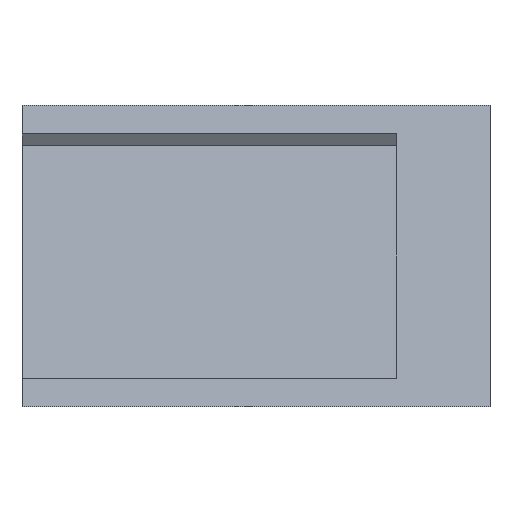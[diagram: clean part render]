
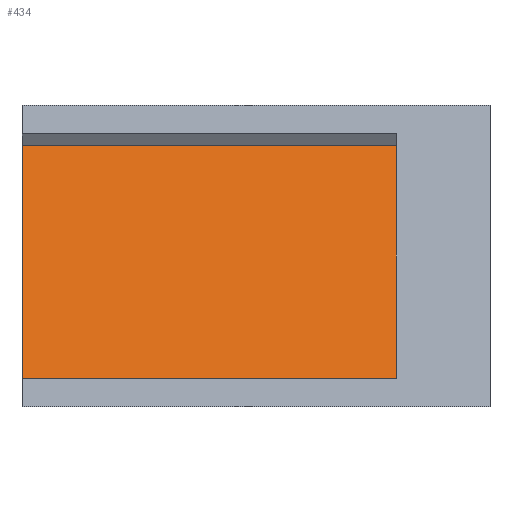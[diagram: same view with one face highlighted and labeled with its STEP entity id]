
A CAD part, front view. The second image highlights one B-rep face of the part: STEP entity #434.
In plain terms, the highlighted planar face has unit normal (0, -0.966, 0.259).
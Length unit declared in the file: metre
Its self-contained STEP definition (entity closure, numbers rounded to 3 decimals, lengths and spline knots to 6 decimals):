
#84=ORIENTED_EDGE('',*,*,#178,.F.);
#85=ORIENTED_EDGE('',*,*,#175,.F.);
#86=ORIENTED_EDGE('',*,*,#179,.T.);
#87=ORIENTED_EDGE('',*,*,#134,.F.);
#134=EDGE_CURVE('',#194,#195,#234,.T.);
#175=EDGE_CURVE('',#226,#227,#275,.T.);
#178=EDGE_CURVE('',#227,#194,#278,.T.);
#179=EDGE_CURVE('',#226,#195,#279,.T.);
#194=VERTEX_POINT('',#591);
#195=VERTEX_POINT('',#593);
#226=VERTEX_POINT('',#674);
#227=VERTEX_POINT('',#675);
#234=LINE('',#592,#294);
#275=LINE('',#673,#335);
#278=LINE('',#679,#338);
#279=LINE('',#681,#339);
#294=VECTOR('',#485,1.);
#335=VECTOR('',#544,1.);
#338=VECTOR('',#549,1.);
#339=VECTOR('',#552,1.);
#366=EDGE_LOOP('',(#84,#85,#86,#87));
#390=FACE_BOUND('',#366,.T.);
#412=PLANE('',#469);
#434=ADVANCED_FACE('',(#390),#412,.T.);
#469=AXIS2_PLACEMENT_3D('',#682,#553,#554);
#485=DIRECTION('',(0.,-0.259,-0.966));
#544=DIRECTION('',(0.,0.259,0.966));
#549=DIRECTION('',(1.,0.,0.));
#552=DIRECTION('',(1.,0.,0.));
#553=DIRECTION('',(0.,-0.966,0.259));
#554=DIRECTION('',(1.,0.,0.));
#591=CARTESIAN_POINT('',(0.12,0.011064,0.083793));
#592=CARTESIAN_POINT('',(0.12,0.000582,0.044673));
#593=CARTESIAN_POINT('',(0.12,-0.0099,0.005553));
#673=CARTESIAN_POINT('',(0.,0.000582,0.044673));
#674=CARTESIAN_POINT('',(0.,-0.0099,0.005553));
#675=CARTESIAN_POINT('',(0.,0.011064,0.083793));
#679=CARTESIAN_POINT('',(0.06,0.011064,0.083793));
#681=CARTESIAN_POINT('',(0.06,-0.0099,0.005553));
#682=CARTESIAN_POINT('',(0.075,0.000582,0.044673));
